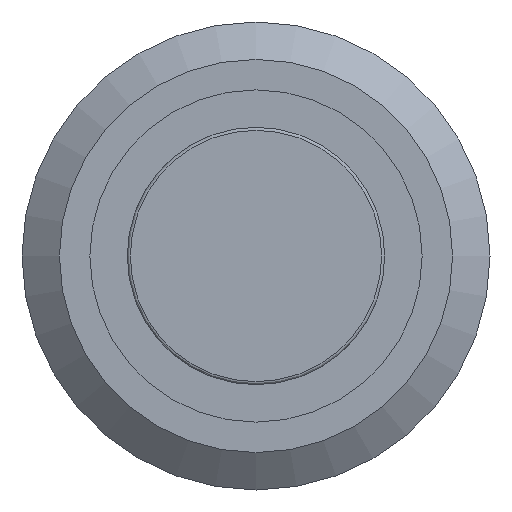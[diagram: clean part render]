
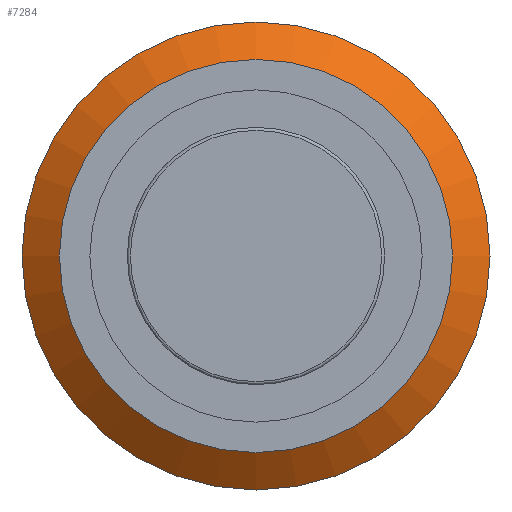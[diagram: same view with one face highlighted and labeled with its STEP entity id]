
A CAD part, front view. The second image highlights one B-rep face of the part: STEP entity #7284.
In plain terms, the highlighted conical face has half-angle 53.13 degrees and reference radius 11.5 mm.
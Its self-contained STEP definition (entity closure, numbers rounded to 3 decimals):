
#56=CONICAL_SURFACE('',#7921,11.5,0.927);
#730=FACE_OUTER_BOUND('',#1153,.T.);
#1153=EDGE_LOOP('',(#6501,#6502,#6503,#6504,#6505,#6506));
#1604=CIRCLE('',#7919,12.5);
#1605=CIRCLE('',#7920,12.5);
#1606=CIRCLE('',#7922,10.5);
#1607=CIRCLE('',#7923,10.5);
#2283=LINE('',#13098,#2881);
#2881=VECTOR('',#9785,11.5);
#3521=VERTEX_POINT('',#13088);
#3522=VERTEX_POINT('',#13089);
#3523=VERTEX_POINT('',#13094);
#3524=VERTEX_POINT('',#13095);
#4540=EDGE_CURVE('',#3521,#3522,#1604,.T.);
#4541=EDGE_CURVE('',#3522,#3521,#1605,.T.);
#4543=EDGE_CURVE('',#3523,#3524,#1606,.T.);
#4544=EDGE_CURVE('',#3524,#3523,#1607,.T.);
#4545=EDGE_CURVE('',#3524,#3522,#2283,.T.);
#6501=ORIENTED_EDGE('',*,*,#4543,.F.);
#6502=ORIENTED_EDGE('',*,*,#4544,.F.);
#6503=ORIENTED_EDGE('',*,*,#4545,.T.);
#6504=ORIENTED_EDGE('',*,*,#4541,.T.);
#6505=ORIENTED_EDGE('',*,*,#4540,.T.);
#6506=ORIENTED_EDGE('',*,*,#4545,.F.);
#7284=ADVANCED_FACE('',(#730),#56,.T.);
#7919=AXIS2_PLACEMENT_3D('',#13090,#9774,#9775);
#7920=AXIS2_PLACEMENT_3D('',#13091,#9776,#9777);
#7921=AXIS2_PLACEMENT_3D('',#13093,#9779,#9780);
#7922=AXIS2_PLACEMENT_3D('',#13096,#9781,#9782);
#7923=AXIS2_PLACEMENT_3D('',#13097,#9783,#9784);
#9774=DIRECTION('center_axis',(0.,-1.,0.));
#9775=DIRECTION('ref_axis',(0.,0.,
1.));
#9776=DIRECTION('center_axis',(0.,-1.,0.));
#9777=DIRECTION('ref_axis',(0.,0.,
1.));
#9779=DIRECTION('center_axis',(0.,1.,0.));
#9780=DIRECTION('ref_axis',(0.,0.,
1.));
#9781=DIRECTION('center_axis',(0.,-1.,0.));
#9782=DIRECTION('ref_axis',(0.,0.,
1.));
#9783=DIRECTION('center_axis',(0.,-1.,0.));
#9784=DIRECTION('ref_axis',(0.,0.,
1.));
#9785=DIRECTION('',(0.,0.6,-0.8));
#13088=CARTESIAN_POINT('',(0.,-35.2,12.5));
#13089=CARTESIAN_POINT('',(0.,-35.2,-12.5));
#13090=CARTESIAN_POINT('Origin',(0.,-35.2,
0.));
#13091=CARTESIAN_POINT('Origin',(0.,-35.2,
0.));
#13093=CARTESIAN_POINT('Origin',(0.,-35.95,
0.));
#13094=CARTESIAN_POINT('',(0.,-36.7,10.5));
#13095=CARTESIAN_POINT('',(0.,-36.7,-10.5));
#13096=CARTESIAN_POINT('Origin',(0.,-36.7,
0.));
#13097=CARTESIAN_POINT('Origin',(0.,-36.7,
0.));
#13098=CARTESIAN_POINT('',(0.,-35.95,-11.5));
